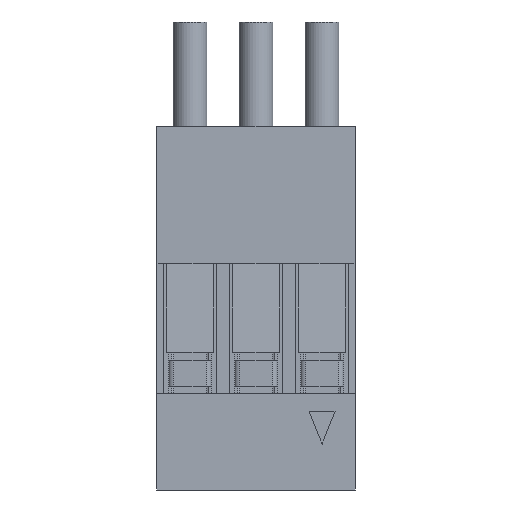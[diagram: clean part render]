
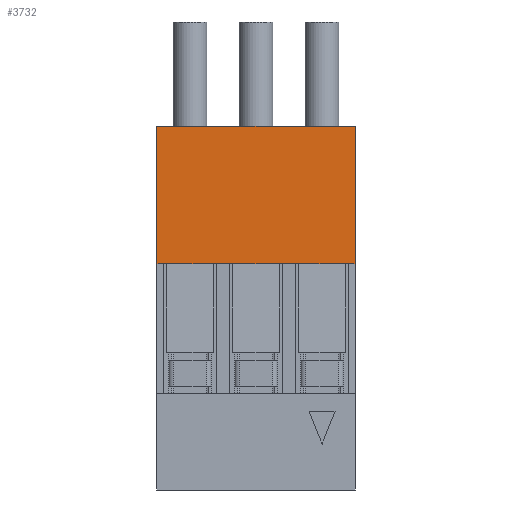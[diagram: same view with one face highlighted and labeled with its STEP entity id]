
A CAD part, front view. The second image highlights one B-rep face of the part: STEP entity #3732.
In plain terms, the highlighted planar face has unit normal (0, -1, 0).
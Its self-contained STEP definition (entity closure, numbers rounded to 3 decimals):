
#1946 = VERTEX_POINT('',#1947);
#1947 = CARTESIAN_POINT('',(-3.44,-1.27,8.7));
#1964 = VERTEX_POINT('',#1965);
#1965 = CARTESIAN_POINT('',(-1.64,-1.27,8.7));
#1971 = EDGE_CURVE('',#1964,#1946,#1972,.T.);
#1972 = LINE('',#1973,#1974);
#1973 = CARTESIAN_POINT('',(-1.64,-1.27,8.7));
#1974 = VECTOR('',#1975,1.);
#1975 = DIRECTION('',(-1.,-0.,-0.));
#2017 = VERTEX_POINT('',#2018);
#2018 = CARTESIAN_POINT('',(-5.98,-1.27,8.7));
#2035 = VERTEX_POINT('',#2036);
#2036 = CARTESIAN_POINT('',(-4.18,-1.27,8.7));
#2042 = EDGE_CURVE('',#2035,#2017,#2043,.T.);
#2043 = LINE('',#2044,#2045);
#2044 = CARTESIAN_POINT('',(-4.18,-1.27,8.7));
#2045 = VECTOR('',#2046,1.);
#2046 = DIRECTION('',(-1.,-0.,-0.));
#2088 = EDGE_CURVE('',#2017,#2089,#2091,.T.);
#2089 = VERTEX_POINT('',#2090);
#2090 = CARTESIAN_POINT('',(-6.35,-1.27,8.7));
#2091 = LINE('',#2092,#2093);
#2092 = CARTESIAN_POINT('',(-6.35,-1.27,8.7));
#2093 = VECTOR('',#2094,1.);
#2094 = DIRECTION('',(-1.,0.,-0.));
#2158 = VERTEX_POINT('',#2159);
#2159 = CARTESIAN_POINT('',(-0.9,-1.27,8.7));
#2176 = VERTEX_POINT('',#2177);
#2177 = CARTESIAN_POINT('',(0.9,-1.27,8.7));
#2183 = EDGE_CURVE('',#2176,#2158,#2184,.T.);
#2184 = LINE('',#2185,#2186);
#2185 = CARTESIAN_POINT('',(0.9,-1.27,8.7));
#2186 = VECTOR('',#2187,1.);
#2187 = DIRECTION('',(-1.,-0.,-0.));
#2228 = EDGE_CURVE('',#2229,#2176,#2231,.T.);
#2229 = VERTEX_POINT('',#2230);
#2230 = CARTESIAN_POINT('',(1.27,-1.27,8.7));
#2231 = LINE('',#2232,#2233);
#2232 = CARTESIAN_POINT('',(-1.27,-1.27,8.7));
#2233 = VECTOR('',#2234,1.);
#2234 = DIRECTION('',(-1.,0.,-0.));
#2607 = EDGE_CURVE('',#1946,#2035,#2608,.T.);
#2608 = LINE('',#2609,#2610);
#2609 = CARTESIAN_POINT('',(-3.81,-1.27,8.7));
#2610 = VECTOR('',#2611,1.);
#2611 = DIRECTION('',(-1.,0.,-0.));
#2722 = EDGE_CURVE('',#2158,#1964,#2723,.T.);
#2723 = LINE('',#2724,#2725);
#2724 = CARTESIAN_POINT('',(-1.27,-1.27,8.7));
#2725 = VECTOR('',#2726,1.);
#2726 = DIRECTION('',(-1.,0.,-0.));
#3732 = ADVANCED_FACE('',(#3733),#3764,.T.);
#3733 = FACE_BOUND('',#3734,.T.);
#3734 = EDGE_LOOP('',(#3735,#3736,#3744,#3752,#3758,#3759,#3760,#3761,
    #3762,#3763));
#3735 = ORIENTED_EDGE('',*,*,#2228,.F.);
#3736 = ORIENTED_EDGE('',*,*,#3737,.F.);
#3737 = EDGE_CURVE('',#3738,#2229,#3740,.T.);
#3738 = VERTEX_POINT('',#3739);
#3739 = CARTESIAN_POINT('',(1.27,-1.27,14.));
#3740 = LINE('',#3741,#3742);
#3741 = CARTESIAN_POINT('',(1.27,-1.27,12.));
#3742 = VECTOR('',#3743,1.);
#3743 = DIRECTION('',(-0.,-0.,-1.));
#3744 = ORIENTED_EDGE('',*,*,#3745,.T.);
#3745 = EDGE_CURVE('',#3738,#3746,#3748,.T.);
#3746 = VERTEX_POINT('',#3747);
#3747 = CARTESIAN_POINT('',(-6.35,-1.27,14.));
#3748 = LINE('',#3749,#3750);
#3749 = CARTESIAN_POINT('',(0.,-1.27,14.));
#3750 = VECTOR('',#3751,1.);
#3751 = DIRECTION('',(-1.,0.,0.));
#3752 = ORIENTED_EDGE('',*,*,#3753,.T.);
#3753 = EDGE_CURVE('',#3746,#2089,#3754,.T.);
#3754 = LINE('',#3755,#3756);
#3755 = CARTESIAN_POINT('',(-6.35,-1.27,14.));
#3756 = VECTOR('',#3757,1.);
#3757 = DIRECTION('',(-0.,-0.,-1.));
#3758 = ORIENTED_EDGE('',*,*,#2088,.F.);
#3759 = ORIENTED_EDGE('',*,*,#2042,.F.);
#3760 = ORIENTED_EDGE('',*,*,#2607,.F.);
#3761 = ORIENTED_EDGE('',*,*,#1971,.F.);
#3762 = ORIENTED_EDGE('',*,*,#2722,.F.);
#3763 = ORIENTED_EDGE('',*,*,#2183,.F.);
#3764 = PLANE('',#3765);
#3765 = AXIS2_PLACEMENT_3D('',#3766,#3767,#3768);
#3766 = CARTESIAN_POINT('',(-2.54,-1.27,11.35));
#3767 = DIRECTION('',(0.,-1.,0.));
#3768 = DIRECTION('',(-1.,0.,0.));
